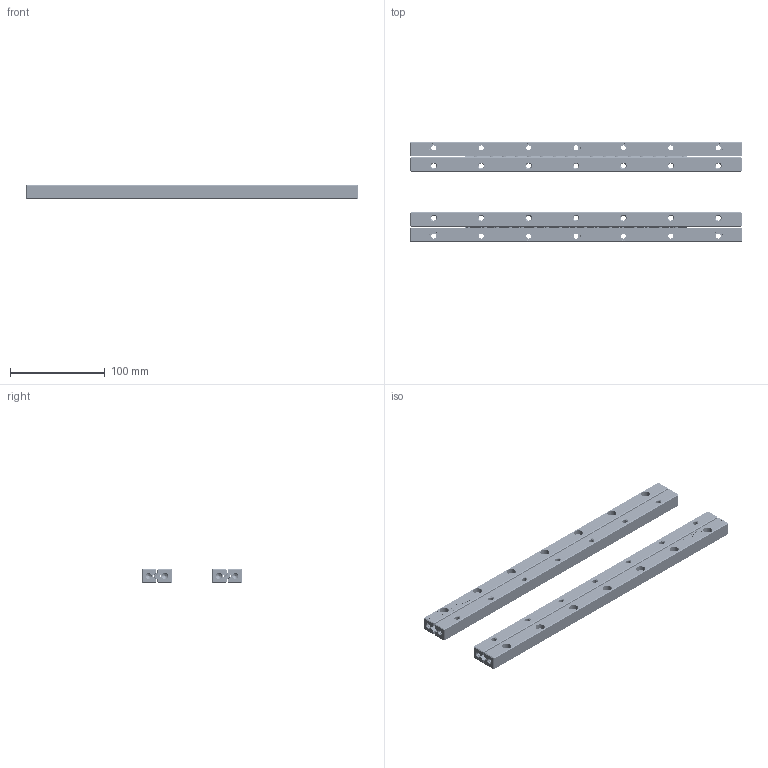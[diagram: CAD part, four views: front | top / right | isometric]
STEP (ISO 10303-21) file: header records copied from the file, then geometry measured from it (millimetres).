
FILE_DESCRIPTION(/* description */ (''),/* implementation_level */ '2;1');
FILE_NAME(/* name */ 'Set RSDE-6350x32KRE-ACC_stp_stp.stp',/* time_stamp */ '2025-05-27T14:20:32+02:00',/* author */ (''),/* organization */ (''),/* preprocessor_version */ 'ST-DEVELOPER v16.7',/* originating_system */ 'SIEMENS PLM Software NX 12.0',/* authorisation */ '');
FILE_SCHEMA (('AUTOMOTIVE_DESIGN { 1 0 10303 214 3 1 1 1 }'));
Products named in the file (1): Set RSDE-6350x32KRE-ACC_stp_stp
Bounding box: 350 x 105 x 15 mm (x, y, z)
Volume: 284318 mm3; surface area: 130330.2 mm2
Topology: 88 solids, 88 shells, 6541 faces, 17960 edges, 11807 vertices
Faces by surface type: plane 3924, cylinder 1416, bspline 584, cone 356, torus 137, extrusion 124
Full cylindrical faces by diameter (mm): 0.8 x288, 2 x8, 4 x64, 4.3 x8, 5.2 x36, 6 x64, 9.5 x28
Entity records: 220034 total; most frequent: CARTESIAN_POINT 51869, ORIENTED_EDGE 33744, DIRECTION 29874, EDGE_CURVE 16872, VECTOR 11992, LINE 11868, VERTEX_POINT 11604, AXIS2_PLACEMENT_3D 8941
